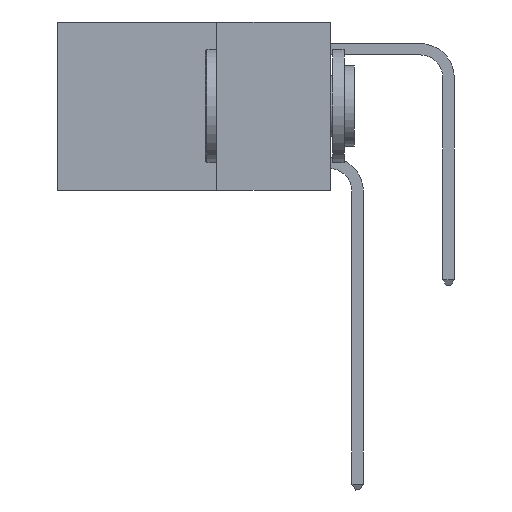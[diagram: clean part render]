
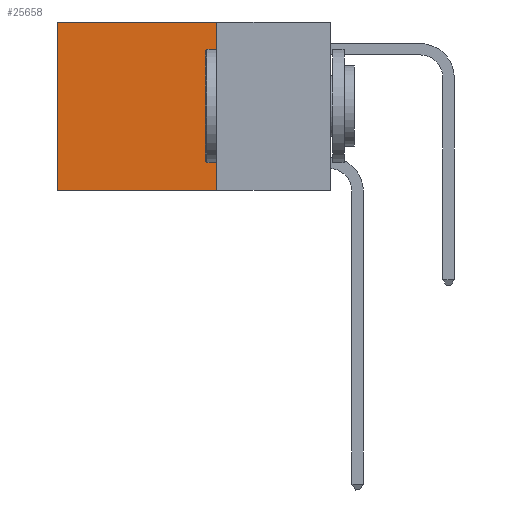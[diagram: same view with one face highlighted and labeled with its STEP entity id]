
A CAD part, left-side view. The second image highlights one B-rep face of the part: STEP entity #25658.
In plain terms, the highlighted planar face has unit normal (-1, 0, 0).
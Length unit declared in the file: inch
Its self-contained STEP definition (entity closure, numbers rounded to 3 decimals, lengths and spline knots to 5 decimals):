
#147 = CARTESIAN_POINT ( 'NONE',  ( 0.2625, 0.6, -0.37 ) ) ;
#1156 = CARTESIAN_POINT ( 'NONE',  ( 0.2625, 0.25, 0. ) ) ;
#2224 = ORIENTED_EDGE ( 'NONE', *, *, #22247, .T. ) ;
#3037 = CARTESIAN_POINT ( 'NONE',  ( 0.2625, 0.25, 0. ) ) ;
#4314 = ORIENTED_EDGE ( 'NONE', *, *, #25375, .T. ) ;
#4586 = CARTESIAN_POINT ( 'NONE',  ( 0.2625, 0.25, 0. ) ) ;
#6238 = ORIENTED_EDGE ( 'NONE', *, *, #20573, .F. ) ;
#6728 = VECTOR ( 'NONE', #7505, 39.37008 ) ;
#7505 = DIRECTION ( 'NONE',  ( 0., 0., -1. ) ) ;
#7970 = CARTESIAN_POINT ( 'NONE',  ( 0.2625, 0.25, -0.37 ) ) ;
#8952 = ORIENTED_EDGE ( 'NONE', *, *, #12239, .F. ) ;
#9046 = CARTESIAN_POINT ( 'NONE',  ( 0.2625, 0.6, 0. ) ) ;
#9260 = CARTESIAN_POINT ( 'NONE',  ( 0.2625, 0.25, -0.37 ) ) ;
#10978 = DIRECTION ( 'NONE',  ( 0., 0., -1. ) ) ;
#12239 = EDGE_CURVE ( 'NONE', #17120, #23351, #29339, .T. ) ;
#12276 = CARTESIAN_POINT ( 'NONE',  ( 0.2625, 0.6, 0. ) ) ;
#13922 = LINE ( 'NONE', #1156, #26894 ) ;
#13928 = LINE ( 'NONE', #12276, #6728 ) ;
#14942 = AXIS2_PLACEMENT_3D ( 'NONE', #23147, #25583, #10978 ) ;
#15269 = DIRECTION ( 'NONE',  ( 0., 1., 0. ) ) ;
#15675 = DIRECTION ( 'NONE',  ( 0., 0., -1. ) ) ;
#16341 = VECTOR ( 'NONE', #17577, 39.37008 ) ;
#17120 = VERTEX_POINT ( 'NONE', #9260 ) ;
#17577 = DIRECTION ( 'NONE',  ( 0., 1., 0. ) ) ;
#20573 = EDGE_CURVE ( 'NONE', #28304, #17120, #13922, .T. ) ;
#20662 = PLANE ( 'NONE',  #14942 ) ;
#22247 = EDGE_CURVE ( 'NONE', #28304, #24566, #22868, .T. ) ;
#22868 = LINE ( 'NONE', #3037, #16341 ) ;
#23147 = CARTESIAN_POINT ( 'NONE',  ( 0.2625, 0.25, 0. ) ) ;
#23351 = VERTEX_POINT ( 'NONE', #147 ) ;
#24566 = VERTEX_POINT ( 'NONE', #9046 ) ;
#24976 = FACE_OUTER_BOUND ( 'NONE', #29525, .T. ) ;
#25375 = EDGE_CURVE ( 'NONE', #24566, #23351, #13928, .T. ) ;
#25583 = DIRECTION ( 'NONE',  ( 1., 0., 0. ) ) ;
#25658 = ADVANCED_FACE ( 'NONE', ( #24976 ), #20662, .F. ) ;
#26894 = VECTOR ( 'NONE', #15675, 39.37008 ) ;
#28304 = VERTEX_POINT ( 'NONE', #4586 ) ;
#28595 = VECTOR ( 'NONE', #15269, 39.37008 ) ;
#29339 = LINE ( 'NONE', #7970, #28595 ) ;
#29525 = EDGE_LOOP ( 'NONE', ( #4314, #8952, #6238, #2224 ) ) ;
